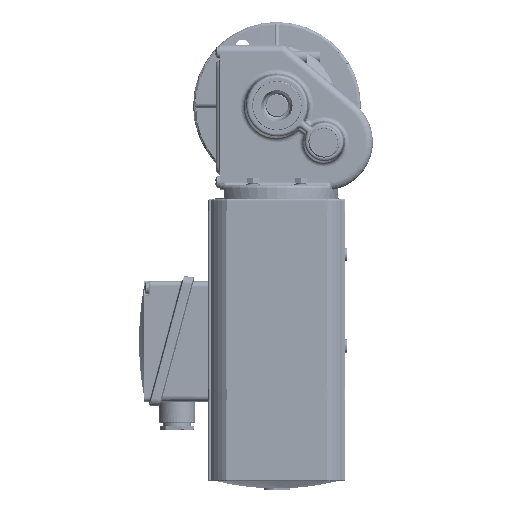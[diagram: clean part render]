
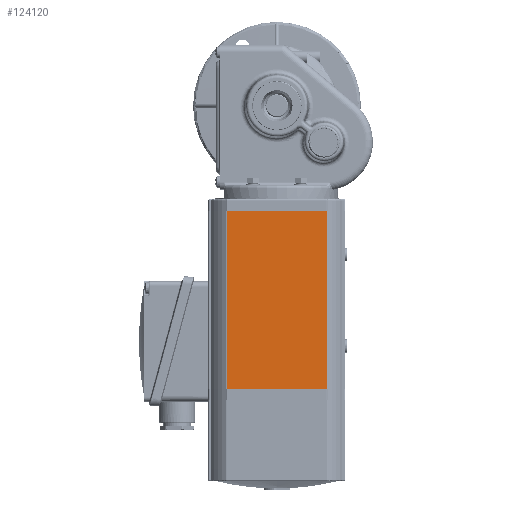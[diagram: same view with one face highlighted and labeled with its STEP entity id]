
A CAD part, left-side view. The second image highlights one B-rep face of the part: STEP entity #124120.
In plain terms, the highlighted planar face has unit normal (-1, 0, 0).
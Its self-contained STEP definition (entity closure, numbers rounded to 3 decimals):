
#2853 = VERTEX_POINT ( 'NONE', #106229 ) ;
#10562 = LINE ( 'NONE', #218018, #64220 ) ;
#13227 = AXIS2_PLACEMENT_3D ( 'NONE', #135905, #15315, #155917 ) ;
#13526 = EDGE_CURVE ( 'NONE', #30863, #2853, #236430, .T. ) ;
#15315 = DIRECTION ( 'NONE',  ( 1., 0., 0. ) ) ;
#27416 = ORIENTED_EDGE ( 'NONE', *, *, #115363, .T. ) ;
#30863 = VERTEX_POINT ( 'NONE', #179736 ) ;
#33425 = FACE_OUTER_BOUND ( 'NONE', #46321, .T. ) ;
#41800 = VECTOR ( 'NONE', #193035, 1000. ) ;
#46321 = EDGE_LOOP ( 'NONE', ( #186407, #199069, #61691, #27416 ) ) ;
#50963 = CARTESIAN_POINT ( 'NONE',  ( -45., 45., 1. ) ) ;
#56356 = DIRECTION ( 'NONE',  ( 0., 1., 0. ) ) ;
#58747 = DIRECTION ( 'NONE',  ( 0., 0., 1. ) ) ;
#61691 = ORIENTED_EDGE ( 'NONE', *, *, #133764, .T. ) ;
#64220 = VECTOR ( 'NONE', #56356, 1000. ) ;
#82350 = VECTOR ( 'NONE', #58747, 1000. ) ;
#95308 = LINE ( 'NONE', #233568, #41800 ) ;
#106229 = CARTESIAN_POINT ( 'NONE',  ( -45., 33., 118. ) ) ;
#115363 = EDGE_CURVE ( 'NONE', #140117, #2853, #10562, .T. ) ;
#122663 = LINE ( 'NONE', #50963, #175937 ) ;
#124120 = ADVANCED_FACE ( 'NONE', ( #33425 ), #174429, .F. ) ;
#133764 = EDGE_CURVE ( 'NONE', #256454, #140117, #95308, .T. ) ;
#135905 = CARTESIAN_POINT ( 'NONE',  ( -45., 45., 119. ) ) ;
#138658 = CARTESIAN_POINT ( 'NONE',  ( -45., 33., 0. ) ) ;
#140117 = VERTEX_POINT ( 'NONE', #259316 ) ;
#155917 = DIRECTION ( 'NONE',  ( 0., 1., 0. ) ) ;
#156133 = CARTESIAN_POINT ( 'NONE',  ( -45., -33., 1. ) ) ;
#161888 = EDGE_CURVE ( 'NONE', #30863, #256454, #122663, .T. ) ;
#171245 = DIRECTION ( 'NONE',  ( 0., -1., 0. ) ) ;
#174429 = PLANE ( 'NONE',  #13227 ) ;
#175937 = VECTOR ( 'NONE', #171245, 1000. ) ;
#179736 = CARTESIAN_POINT ( 'NONE',  ( -45., 33., 1. ) ) ;
#186407 = ORIENTED_EDGE ( 'NONE', *, *, #13526, .F. ) ;
#193035 = DIRECTION ( 'NONE',  ( 0., 0., 1. ) ) ;
#199069 = ORIENTED_EDGE ( 'NONE', *, *, #161888, .T. ) ;
#218018 = CARTESIAN_POINT ( 'NONE',  ( -45., 45., 118. ) ) ;
#233568 = CARTESIAN_POINT ( 'NONE',  ( -45., -33., 0. ) ) ;
#236430 = LINE ( 'NONE', #138658, #82350 ) ;
#256454 = VERTEX_POINT ( 'NONE', #156133 ) ;
#259316 = CARTESIAN_POINT ( 'NONE',  ( -45., -33., 118. ) ) ;
